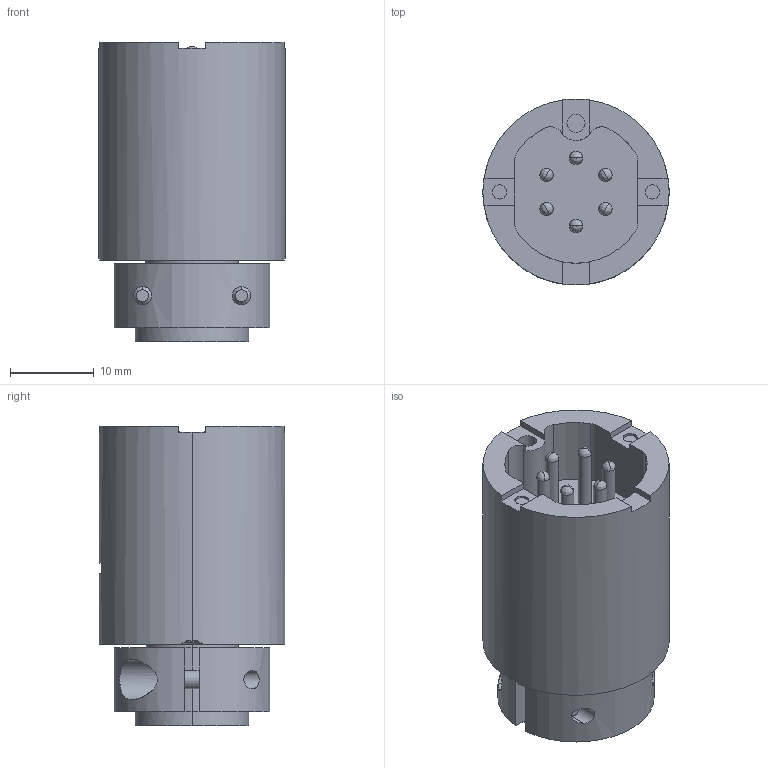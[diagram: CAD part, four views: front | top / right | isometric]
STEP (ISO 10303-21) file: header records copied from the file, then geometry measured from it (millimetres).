
FILE_DESCRIPTION (( 'STEP AP203' ), '1' );
FILE_NAME ('112511.stp', '2018-07-24T19:35:14', ( '' ), ( '' ), 'SwSTEP 2.0', 'SolidWorks 2012', '' );
FILE_SCHEMA (( 'CONFIG_CONTROL_DESIGN' ));
Length unit declared in the file: centimetre
Products named in the file (1): 112511
Bounding box: 22.35 x 22.2 x 35.81 mm (x, y, z)
Volume: 10497 mm3; surface area: 4675.6 mm2
Topology: 1 solids, 1 shells, 287 faces, 733 edges, 464 vertices
Faces by surface type: bspline 110, cylinder 91, plane 72, cone 14
Entity records: 17005 total; most frequent: CARTESIAN_POINT 10685, ORIENTED_EDGE 1466, DIRECTION 1100, EDGE_CURVE 733, VERTEX_POINT 464, AXIS2_PLACEMENT_3D 445, EDGE_LOOP 313, FACE_OUTER_BOUND 287
